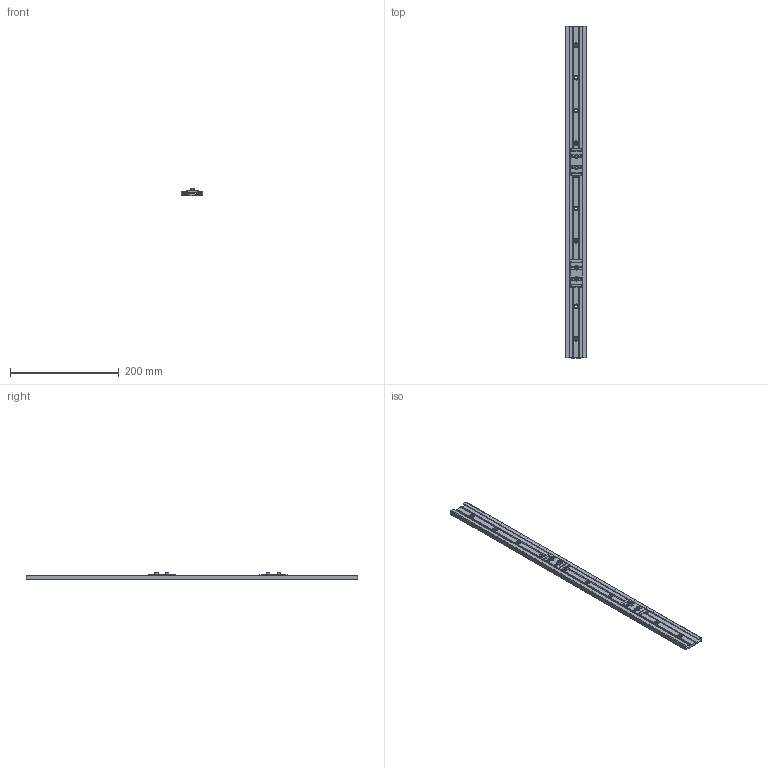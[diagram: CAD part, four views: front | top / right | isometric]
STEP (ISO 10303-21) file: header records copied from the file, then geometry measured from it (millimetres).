
FILE_DESCRIPTION(/* description */ (''),/* implementation_level */ '2;1');
FILE_NAME(/* name */ 'BRG_Bearing_NK02-40-2-610.iam.stp',/* time_stamp */ '2016-01-07T16:48:44-08:00',/* author */ ('Autodesk, Inc.'),/* organization */ ('Autodesk Inc.'),/* preprocessor_version */ 'ST-DEVELOPER v16.1',/* originating_system */ 'Autodesk Inventor 2016',/* authorisation */ '');
FILE_SCHEMA (('AUTOMOTIVE_DESIGN { 1 0 10303 214 3 1 1 }'));
Length unit declared in the file: millimetre
Products named in the file (3): NK04-40 RAIL; NK04-40 CARRIAGE; BRG_Bearing_NK02-40-2-610
Assembly tree (3 placements, depth 2):
  BRG_Bearing_NK02-40-2-610
    NK04-40 RAIL
    NK04-40 CARRIAGE  x2
Bounding box: 40 x 610 x 13.87 mm (x, y, z)
Volume: 115004.6 mm3; surface area: 100172.1 mm2
Topology: 3 solids, 3 shells, 680 faces, 2068 edges, 1348 vertices
Faces by surface type: plane 544, cylinder 116, torus 12, cone 8
Full cylindrical faces by diameter (mm): 3.2 x4, 4.5 x10, 6 x4, 6.5 x4, 8.5 x10
Entity records: 12688 total; most frequent: CARTESIAN_POINT 2192, ORIENTED_EDGE 2144, DIRECTION 1990, EDGE_CURVE 1072, LINE 902, VECTOR 902, VERTEX_POINT 722, AXIS2_PLACEMENT_3D 544
